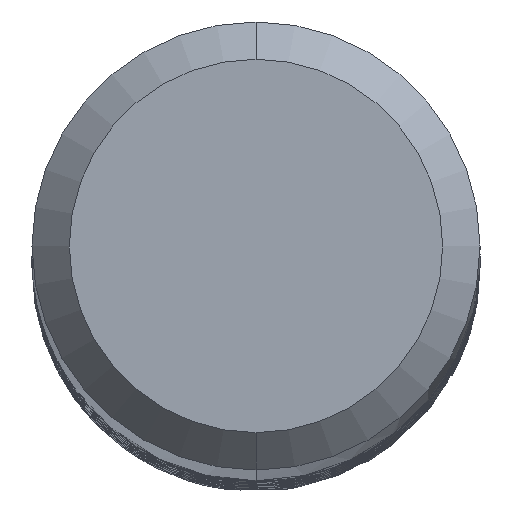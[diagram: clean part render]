
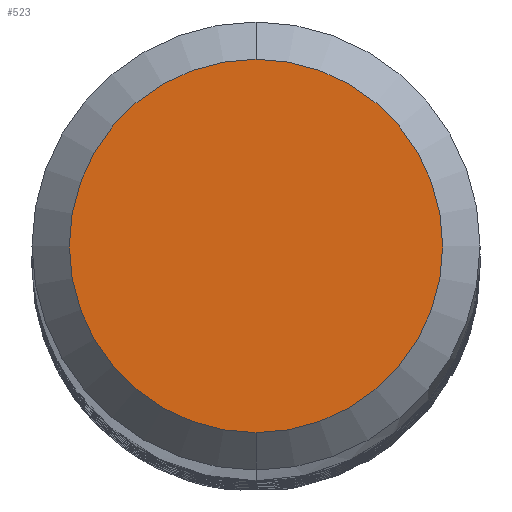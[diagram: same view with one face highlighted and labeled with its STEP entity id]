
A CAD part, top view. The second image highlights one B-rep face of the part: STEP entity #523.
In plain terms, the highlighted planar face has unit normal (0, 0, 1).
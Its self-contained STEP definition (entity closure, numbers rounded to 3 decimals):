
#523=ADVANCED_FACE('',(#1241),#1242,.T.);
#785=VERTEX_POINT('',#1524);
#795=EDGE_CURVE('',#827,#785,#1535,.T.);
#827=VERTEX_POINT('',#1567);
#839=EDGE_CURVE('',#785,#827,#1582,.T.);
#1241=FACE_OUTER_BOUND('',#6081,.T.);
#1242=PLANE('',#6082);
#1524=CARTESIAN_POINT('',(0.,-1.5,0.0));
#1535=CIRCLE('',#14430,1.5);
#1567=CARTESIAN_POINT('',(0.0,1.5,0.0));
#1582=CIRCLE('',#14611,1.5);
#6081=EDGE_LOOP('',(#19819,#19820));
#6082=AXIS2_PLACEMENT_3D('',#19821,#19822,#19823);
#14430=AXIS2_PLACEMENT_3D('',#20081,#20082,#20083);
#14611=AXIS2_PLACEMENT_3D('',#20114,#20115,#20116);
#19819=ORIENTED_EDGE('',*,*,#795,.F.);
#19820=ORIENTED_EDGE('',*,*,#839,.F.);
#19821=CARTESIAN_POINT('',(0.0,0.75,0.0));
#19822=DIRECTION('',(-0.0,0.0,1.0));
#19823=DIRECTION('',(0.0,-1.0,0.0));
#20081=CARTESIAN_POINT('',(0.0,0.0,0.0));
#20082=DIRECTION('',(0.0,0.0,-1.0));
#20083=DIRECTION('',(0.0,1.0,0.0));
#20114=CARTESIAN_POINT('',(0.0,0.0,0.0));
#20115=DIRECTION('',(0.0,0.0,-1.0));
#20116=DIRECTION('',(0.0,1.0,0.0));
